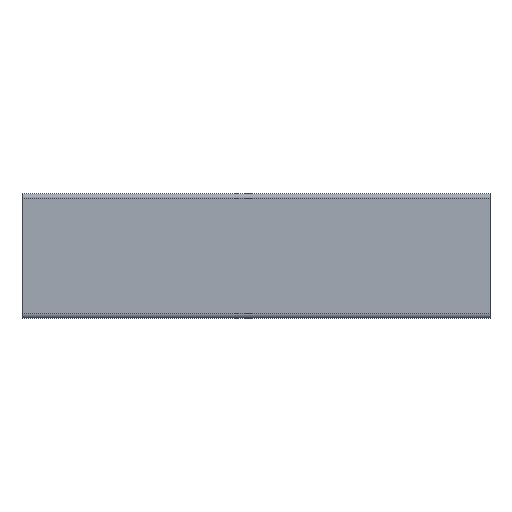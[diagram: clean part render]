
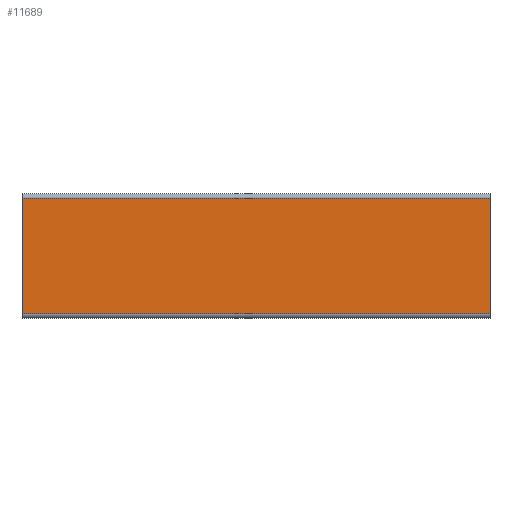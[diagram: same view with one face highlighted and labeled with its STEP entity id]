
A CAD part, left-side view. The second image highlights one B-rep face of the part: STEP entity #11689.
In plain terms, the highlighted face is planar.
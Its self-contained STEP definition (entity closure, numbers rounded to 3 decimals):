
#678 = AXIS2_PLACEMENT_3D ( 'NONE', #4334, #4359, #4366 ) ;
#1656 = CARTESIAN_POINT ( 'NONE',  ( 20., 37., 0. ) ) ;
#1657 = CARTESIAN_POINT ( 'NONE',  ( 20., 37., -300. ) ) ;
#1663 = CARTESIAN_POINT ( 'NONE',  ( 20., -37., 0. ) ) ;
#1665 = CARTESIAN_POINT ( 'NONE',  ( 20., -37., -300. ) ) ;
#2883 = EDGE_LOOP ( 'NONE', ( #4895, #4928, #4931, #4890 ) ) ;
#4334 = CARTESIAN_POINT ( 'NONE',  ( 20., -37., -300. ) ) ;
#4348 = PLANE ( 'NONE',  #678 ) ;
#4359 = DIRECTION ( 'NONE',  ( 1., 0., 0. ) ) ;
#4366 = DIRECTION ( 'NONE',  ( 0., 1., 0. ) ) ;
#4597 = FACE_OUTER_BOUND ( 'NONE', #2883, .T. ) ;
#4890 = ORIENTED_EDGE ( 'NONE', *, *, #12229, .T. ) ;
#4895 = ORIENTED_EDGE ( 'NONE', *, *, #12236, .F. ) ;
#4928 = ORIENTED_EDGE ( 'NONE', *, *, #12230, .F. ) ;
#4931 = ORIENTED_EDGE ( 'NONE', *, *, #12249, .T. ) ;
#5052 = VERTEX_POINT ( 'NONE', #1656 ) ;
#5057 = VERTEX_POINT ( 'NONE', #1665 ) ;
#5072 = VERTEX_POINT ( 'NONE', #1663 ) ;
#5074 = VERTEX_POINT ( 'NONE', #1657 ) ;
#8581 = LINE ( 'NONE', #8587, #10143 ) ;
#8587 = CARTESIAN_POINT ( 'NONE',  ( 20., 37., -300. ) ) ;
#8588 = DIRECTION ( 'NONE',  ( 0., 0., 1. ) ) ;
#8598 = DIRECTION ( 'NONE',  ( 0., 1., 0. ) ) ;
#8600 = CARTESIAN_POINT ( 'NONE',  ( 20., -37., 0. ) ) ;
#8605 = CARTESIAN_POINT ( 'NONE',  ( 20., -37., -300. ) ) ;
#8610 = DIRECTION ( 'NONE',  ( 0., 0., 1. ) ) ;
#8617 = LINE ( 'NONE', #8600, #10111 ) ;
#8620 = LINE ( 'NONE', #8605, #10170 ) ;
#8623 = LINE ( 'NONE', #8641, #10098 ) ;
#8625 = DIRECTION ( 'NONE',  ( 0., 1., 0. ) ) ;
#8641 = CARTESIAN_POINT ( 'NONE',  ( 20., -37., -300. ) ) ;
#10098 = VECTOR ( 'NONE', #8625, 1000. ) ;
#10111 = VECTOR ( 'NONE', #8598, 1000. ) ;
#10143 = VECTOR ( 'NONE', #8610, 1000. ) ;
#10170 = VECTOR ( 'NONE', #8588, 1000. ) ;
#11689 = ADVANCED_FACE ( 'NONE', ( #4597 ), #4348, .T. ) ;
#12229 = EDGE_CURVE ( 'NONE', #5074, #5052, #8581, .T. ) ;
#12230 = EDGE_CURVE ( 'NONE', #5057, #5072, #8620, .T. ) ;
#12236 = EDGE_CURVE ( 'NONE', #5072, #5052, #8617, .T. ) ;
#12249 = EDGE_CURVE ( 'NONE', #5057, #5074, #8623, .T. ) ;
